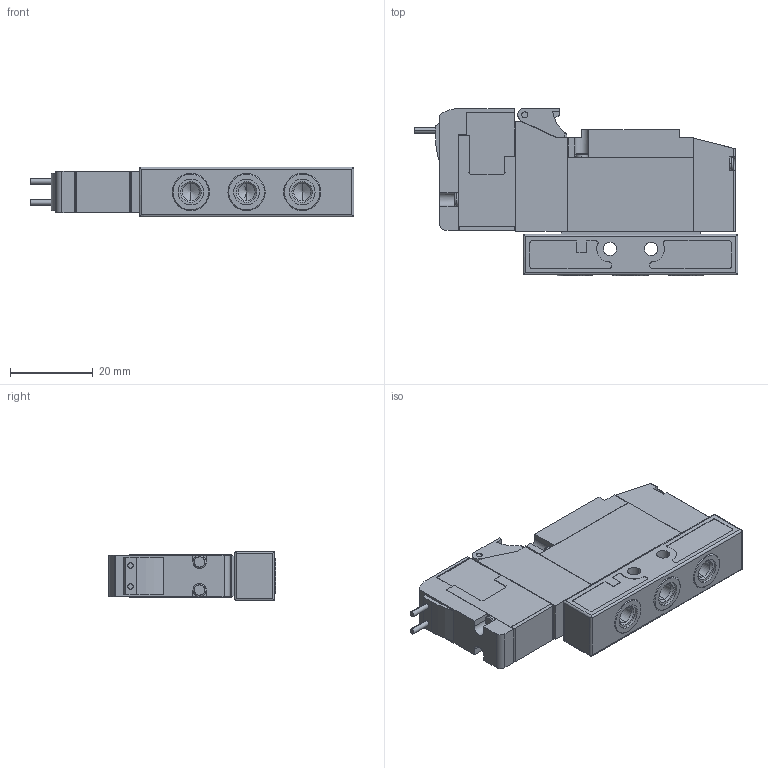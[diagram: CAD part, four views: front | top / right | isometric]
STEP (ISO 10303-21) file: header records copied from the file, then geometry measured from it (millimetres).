
FILE_DESCRIPTION (( 'STEP AP214' ), '1' );
FILE_NAME ('am-2344a CKD Single Solenoid Valve.STEP', '2022-10-28T20:10:12', ( '' ), ( '' ), 'SwSTEP 2.0', 'SolidWorks 2022', '' );
FILE_SCHEMA (( 'AUTOMOTIVE_DESIGN' ));
Length unit declared in the file: millimetre
Products named in the file (3): 4GA110R_M5_4_FP1_CR__3; am-2344a CKD Single Solenoid Valve; 4GA110R_M5_4_FP1_CR__5
Assembly tree (2 placements, depth 2):
  am-2344a CKD Single Solenoid Valve
    4GA110R_M5_4_FP1_CR__3
    4GA110R_M5_4_FP1_CR__5
Bounding box: 78.45 x 40.56 x 12 mm (x, y, z)
Volume: 24173 mm3; surface area: 9873.5 mm2
Topology: 2 solids, 2 shells, 343 faces, 903 edges, 585 vertices
Faces by surface type: plane 201, cylinder 104, cone 22, torus 16
Entity records: 14659 total; most frequent: CARTESIAN_POINT 2191, ORIENTED_EDGE 1794, DIRECTION 1790, EDGE_CURVE 897, VECTOR 598, LINE 598, AXIS2_PLACEMENT_3D 596, VERTEX_POINT 585
